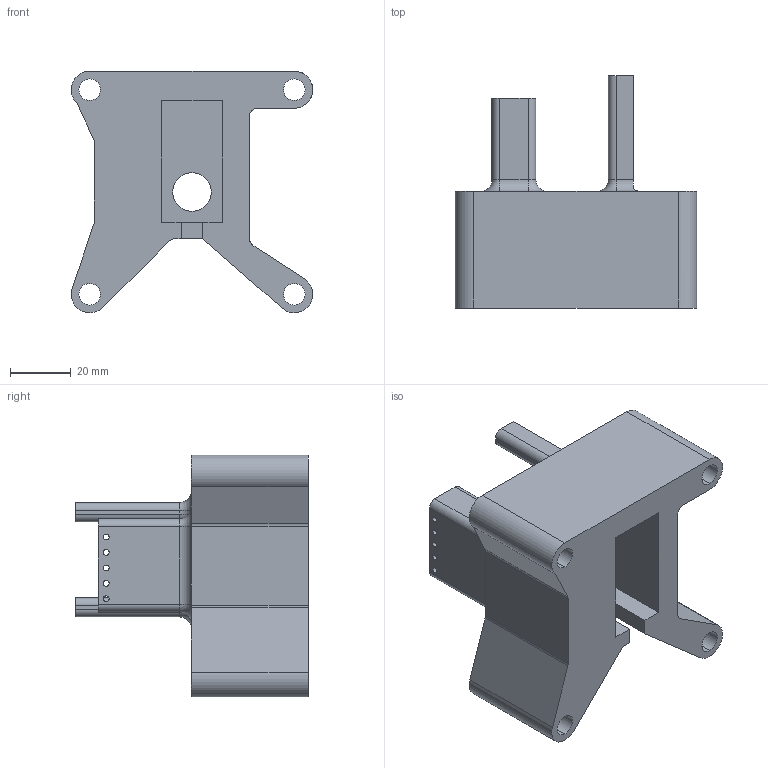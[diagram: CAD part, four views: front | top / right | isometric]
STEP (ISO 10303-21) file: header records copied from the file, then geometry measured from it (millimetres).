
FILE_DESCRIPTION (( 'STEP AP214' ), '1' );
FILE_NAME ('CT_ATS_Megasled.STEP', '2026-02-15T01:05:28', ( '' ), ( '' ), 'SwSTEP 2.0', 'SolidWorks 2025', '' );
FILE_SCHEMA (( 'AUTOMOTIVE_DESIGN' ));
Length unit declared in the file: inch
Products named in the file (1): CT_ATS_Megasled
Bounding box: 79.54 x 76.61 x 79.54 mm (x, y, z)
Volume: 123068.6 mm3; surface area: 37196.4 mm2
Topology: 1 solids, 1 shells, 123 faces, 322 edges, 209 vertices
Faces by surface type: cylinder 71, plane 44, torus 8
Entity records: 3939 total; most frequent: DIRECTION 716, CARTESIAN_POINT 684, ORIENTED_EDGE 644, EDGE_CURVE 322, AXIS2_PLACEMENT_3D 273, VERTEX_POINT 209, VECTOR 170, LINE 170
